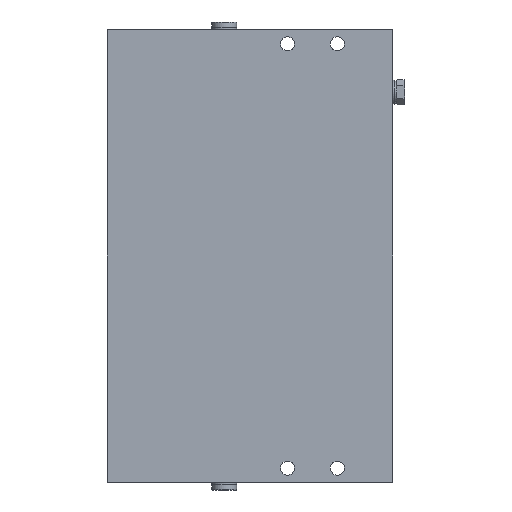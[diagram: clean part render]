
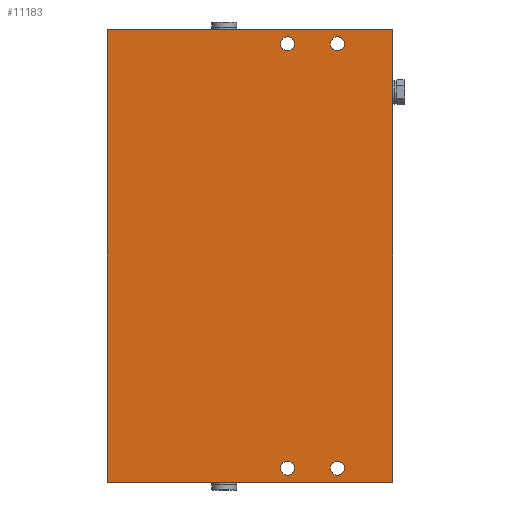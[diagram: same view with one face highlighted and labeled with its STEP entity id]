
A CAD part, front view. The second image highlights one B-rep face of the part: STEP entity #11183.
In plain terms, the highlighted planar face has unit normal (0, -1, 0).
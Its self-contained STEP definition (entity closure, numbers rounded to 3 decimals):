
#677=CIRCLE('',#12450,2.25);
#678=CIRCLE('',#12451,2.25);
#679=CIRCLE('',#12452,2.25);
#680=CIRCLE('',#12453,2.25);
#1490=ORIENTED_EDGE('',*,*,#4383,.T.);
#1491=ORIENTED_EDGE('',*,*,#4384,.T.);
#1492=ORIENTED_EDGE('',*,*,#4385,.T.);
#1493=ORIENTED_EDGE('',*,*,#4386,.T.);
#1494=ORIENTED_EDGE('',*,*,#4387,.T.);
#1495=ORIENTED_EDGE('',*,*,#4388,.F.);
#1496=ORIENTED_EDGE('',*,*,#4338,.F.);
#1497=ORIENTED_EDGE('',*,*,#3998,.T.);
#3998=EDGE_CURVE('',#5450,#5449,#6582,.T.);
#4338=EDGE_CURVE('',#5450,#5788,#6753,.T.);
#4383=EDGE_CURVE('',#5826,#5826,#677,.T.);
#4384=EDGE_CURVE('',#5827,#5827,#678,.T.);
#4385=EDGE_CURVE('',#5828,#5828,#679,.T.);
#4386=EDGE_CURVE('',#5829,#5829,#680,.T.);
#4387=EDGE_CURVE('',#5449,#5830,#6776,.T.);
#4388=EDGE_CURVE('',#5788,#5830,#6777,.T.);
#5449=VERTEX_POINT('',#17205);
#5450=VERTEX_POINT('',#17207);
#5788=VERTEX_POINT('',#17887);
#5826=VERTEX_POINT('',#18004);
#5827=VERTEX_POINT('',#18006);
#5828=VERTEX_POINT('',#18008);
#5829=VERTEX_POINT('',#18010);
#5830=VERTEX_POINT('',#18012);
#6582=LINE('',#17206,#7378);
#6753=LINE('',#17886,#7549);
#6776=LINE('',#18011,#7572);
#6777=LINE('',#18013,#7573);
#7378=VECTOR('',#13642,1000.);
#7549=VECTOR('',#14155,1000.);
#7572=VECTOR('',#14234,1000.);
#7573=VECTOR('',#14235,1000.);
#8352=EDGE_LOOP('',(#1490));
#8353=EDGE_LOOP('',(#1491));
#8354=EDGE_LOOP('',(#1492));
#8355=EDGE_LOOP('',(#1493));
#8356=EDGE_LOOP('',(#1494,#1495,#1496,#1497));
#9640=FACE_BOUND('',#8352,.T.);
#9641=FACE_BOUND('',#8353,.T.);
#9642=FACE_BOUND('',#8354,.T.);
#9643=FACE_BOUND('',#8355,.T.);
#9644=FACE_BOUND('',#8356,.T.);
#10777=PLANE('',#12449);
#11183=ADVANCED_FACE('',(#9640,#9641,#9642,#9643,#9644),#10777,.F.);
#12449=AXIS2_PLACEMENT_3D('',#18002,#14224,#14225);
#12450=AXIS2_PLACEMENT_3D('',#18003,#14226,#14227);
#12451=AXIS2_PLACEMENT_3D('',#18005,#14228,#14229);
#12452=AXIS2_PLACEMENT_3D('',#18007,#14230,#14231);
#12453=AXIS2_PLACEMENT_3D('',#18009,#14232,#14233);
#13642=DIRECTION('',(0.,0.,-1.));
#14155=DIRECTION('',(1.,0.,0.));
#14224=DIRECTION('',(0.,1.,0.));
#14225=DIRECTION('',(0.,0.,1.));
#14226=DIRECTION('',(0.,1.,0.));
#14227=DIRECTION('',(1.,0.,0.));
#14228=DIRECTION('',(0.,1.,0.));
#14229=DIRECTION('',(1.,0.,0.));
#14230=DIRECTION('',(0.,1.,0.));
#14231=DIRECTION('',(1.,0.,0.));
#14232=DIRECTION('',(0.,1.,0.));
#14233=DIRECTION('',(1.,0.,0.));
#14234=DIRECTION('',(1.,0.,0.));
#14235=DIRECTION('',(0.,0.,-1.));
#17205=CARTESIAN_POINT('',(0.,-23.,0.));
#17206=CARTESIAN_POINT('',(0.,-23.,145.));
#17207=CARTESIAN_POINT('',(0.,-23.,145.));
#17886=CARTESIAN_POINT('',(0.,-23.,145.));
#17887=CARTESIAN_POINT('',(91.5,-23.,145.));
#18002=CARTESIAN_POINT('',(0.,-23.,145.));
#18003=CARTESIAN_POINT('',(33.65,-23.,4.5));
#18004=CARTESIAN_POINT('',(35.9,-23.,4.5));
#18005=CARTESIAN_POINT('',(17.65,-23.,140.5));
#18006=CARTESIAN_POINT('',(19.9,-23.,140.5));
#18007=CARTESIAN_POINT('',(33.65,-23.,140.5));
#18008=CARTESIAN_POINT('',(35.9,-23.,140.5));
#18009=CARTESIAN_POINT('',(17.65,-23.,4.5));
#18010=CARTESIAN_POINT('',(19.9,-23.,4.5));
#18011=CARTESIAN_POINT('',(0.,-23.,0.));
#18012=CARTESIAN_POINT('',(91.5,-23.,0.));
#18013=CARTESIAN_POINT('',(91.5,-23.,145.));
